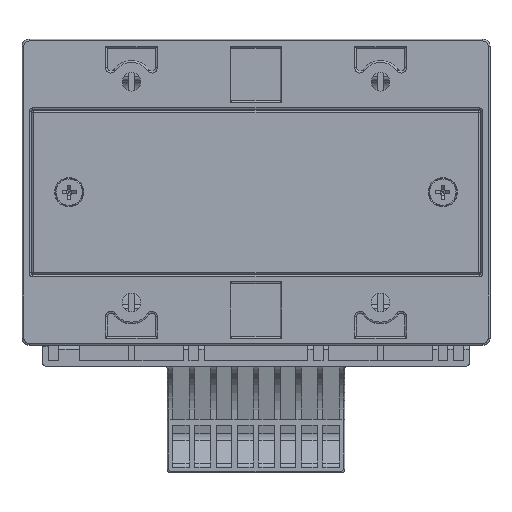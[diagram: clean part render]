
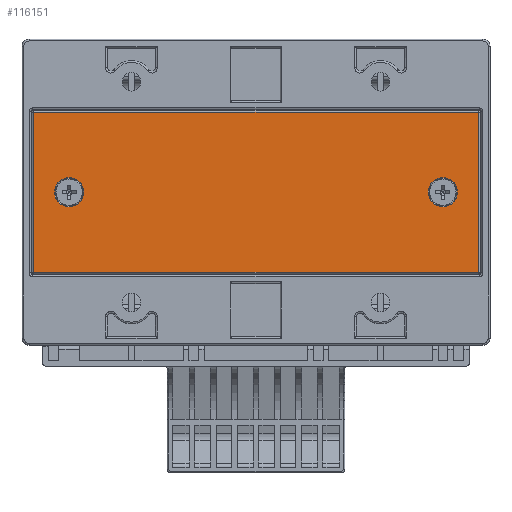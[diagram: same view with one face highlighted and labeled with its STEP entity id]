
A CAD part, front view. The second image highlights one B-rep face of the part: STEP entity #116151.
In plain terms, the highlighted face is planar.
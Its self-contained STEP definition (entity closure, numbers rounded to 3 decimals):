
#114652=DIRECTION('',(0.,0.,1.));
#114653=VECTOR('',#114652,45.);
#114654=CARTESIAN_POINT('',(-62.5,1.8,-22.5));
#114655=LINE('',#114654,#114653);
#114656=DIRECTION('',(-1.,0.,0.));
#114657=VECTOR('',#114656,125.);
#114658=CARTESIAN_POINT('',(62.5,1.8,-22.5));
#114659=LINE('',#114658,#114657);
#114660=DIRECTION('',(0.,0.,-1.));
#114661=VECTOR('',#114660,45.);
#114662=CARTESIAN_POINT('',(62.5,1.8,22.5));
#114663=LINE('',#114662,#114661);
#114664=DIRECTION('',(1.,0.,0.));
#114665=VECTOR('',#114664,125.);
#114666=CARTESIAN_POINT('',(-62.5,1.8,22.5));
#114667=LINE('',#114666,#114665);
#114668=CARTESIAN_POINT('',(-52.5,1.8,0.));
#114669=DIRECTION('',(0.,1.,0.));
#114670=DIRECTION('',(-1.,0.,0.));
#114671=AXIS2_PLACEMENT_3D('',#114668,#114669,#114670);
#114673=CARTESIAN_POINT('',(-52.5,1.8,0.));
#114674=DIRECTION('',(0.,1.,0.));
#114675=DIRECTION('',(1.,0.,0.));
#114676=AXIS2_PLACEMENT_3D('',#114673,#114674,#114675);
#114678=CARTESIAN_POINT('',(52.5,1.8,0.));
#114679=DIRECTION('',(0.,1.,0.));
#114680=DIRECTION('',(-1.,0.,0.));
#114681=AXIS2_PLACEMENT_3D('',#114678,#114679,#114680);
#114683=CARTESIAN_POINT('',(52.5,1.8,0.));
#114684=DIRECTION('',(0.,1.,0.));
#114685=DIRECTION('',(1.,0.,0.));
#114686=AXIS2_PLACEMENT_3D('',#114683,#114684,#114685);
#115267=CARTESIAN_POINT('',(-62.5,1.8,-22.5));
#115268=CARTESIAN_POINT('',(-62.5,1.8,22.5));
#115269=VERTEX_POINT('',#115267);
#115270=VERTEX_POINT('',#115268);
#115275=CARTESIAN_POINT('',(62.5,1.8,22.5));
#115276=VERTEX_POINT('',#115275);
#115281=CARTESIAN_POINT('',(62.5,1.8,-22.5));
#115282=VERTEX_POINT('',#115281);
#115295=CARTESIAN_POINT('',(-56.6,1.8,0.));
#115296=CARTESIAN_POINT('',(-48.4,1.8,0.));
#115297=VERTEX_POINT('',#115295);
#115298=VERTEX_POINT('',#115296);
#115299=CARTESIAN_POINT('',(48.4,1.8,0.));
#115300=CARTESIAN_POINT('',(56.6,1.8,0.));
#115301=VERTEX_POINT('',#115299);
#115302=VERTEX_POINT('',#115300);
#116125=CARTESIAN_POINT('',(0.,1.8,0.));
#116126=DIRECTION('',(0.,1.,0.));
#116127=DIRECTION('',(1.,0.,0.));
#116128=AXIS2_PLACEMENT_3D('',#116125,#116126,#116127);
#116129=PLANE('',#116128);
#116131=ORIENTED_EDGE('',*,*,#116130,.F.);
#116133=ORIENTED_EDGE('',*,*,#116132,.F.);
#116135=ORIENTED_EDGE('',*,*,#116134,.F.);
#116136=ORIENTED_EDGE('',*,*,#116115,.F.);
#116137=EDGE_LOOP('',(#116131,#116133,#116135,#116136));
#116138=FACE_OUTER_BOUND('',#116137,.F.);
#116140=ORIENTED_EDGE('',*,*,#116139,.T.);
#116142=ORIENTED_EDGE('',*,*,#116141,.T.);
#116143=EDGE_LOOP('',(#116140,#116142));
#116144=FACE_BOUND('',#116143,.F.);
#116146=ORIENTED_EDGE('',*,*,#116145,.T.);
#116148=ORIENTED_EDGE('',*,*,#116147,.T.);
#116149=EDGE_LOOP('',(#116146,#116148));
#116150=FACE_BOUND('',#116149,.F.);
#114672=CIRCLE('',#114671,4.1);
#114677=CIRCLE('',#114676,4.1);
#114682=CIRCLE('',#114681,4.1);
#114687=CIRCLE('',#114686,4.1);
#116115=EDGE_CURVE('',#115270,#115276,#114667,.T.);
#116130=EDGE_CURVE('',#115269,#115270,#114655,.T.);
#116132=EDGE_CURVE('',#115282,#115269,#114659,.T.);
#116134=EDGE_CURVE('',#115276,#115282,#114663,.T.);
#116139=EDGE_CURVE('',#115297,#115298,#114672,.T.);
#116141=EDGE_CURVE('',#115298,#115297,#114677,.T.);
#116145=EDGE_CURVE('',#115301,#115302,#114682,.T.);
#116147=EDGE_CURVE('',#115302,#115301,#114687,.T.);
#116151=ADVANCED_FACE('',(#116138,#116144,#116150),#116129,.T.);
